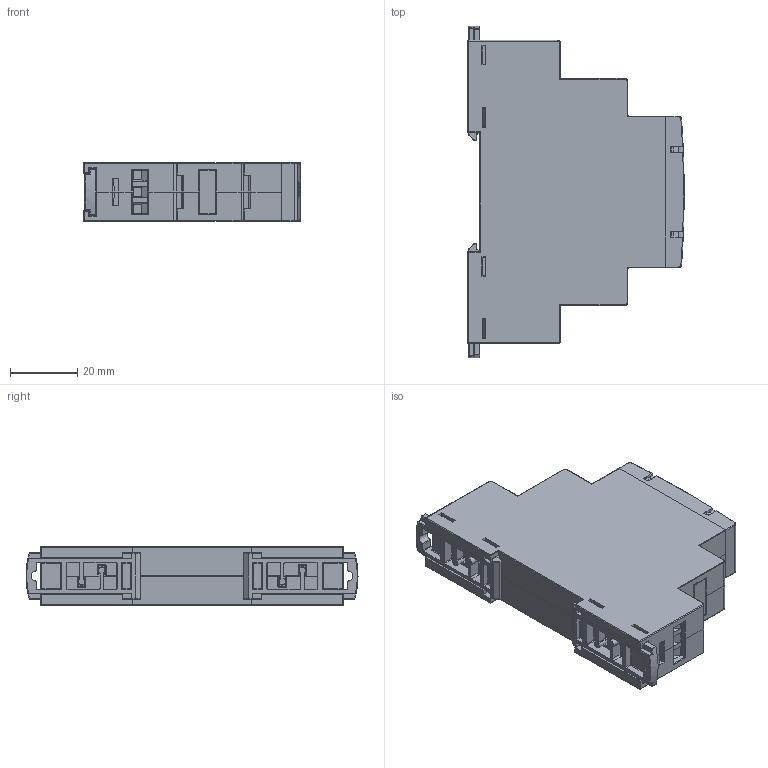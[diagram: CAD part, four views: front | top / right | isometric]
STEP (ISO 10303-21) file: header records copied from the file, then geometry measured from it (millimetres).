
FILE_DESCRIPTION (( 'STEP AP214' ), '1' );
FILE_NAME ('RPN-1VFR-A400.STEP', '2020-05-04T05:27:06', ( 'konserwatorlok1' ), ( 'Microsoft' ), 'SwSTEP 2.0', 'SolidWorks 2020', '' );
FILE_SCHEMA (( 'AUTOMOTIVE_DESIGN' ));
Length unit declared in the file: millimetre
Products named in the file (8): MOD-0101-175 Zaœlepka (17,5 mm); T4NW-2000 Zaczep na szynê DIN; MOD-0710-(...) Panel (...)- uproszczony_H; MSG03001_Wkr﹖ Krzyzowy; RPN-1VFR-A400; OU17-1900 Pokr皻這 -uproszczone; MSG03001_Wkr©t krzy¾owy bez ˜rodkowego; Obudowa uproszczona_Pod czas¢wk©
Assembly tree (10 placements, depth 2):
  RPN-1VFR-A400
    Obudowa uproszczona_Pod czas¢wk©  x2
    MOD-0101-175 Zaœlepka (17,5 mm)
    MSG03001_Wkr﹖ Krzyzowy
    T4NW-2000 Zaczep na szynê DIN  x2
    MSG03001_Wkr©t krzy¾owy bez ˜rodkowego  x2
    MOD-0710-(...) Panel (...)- uproszczony_H
    OU17-1900 Pokr皻這 -uproszczone
Bounding box: 64.22 x 98.6 x 17.5 mm (x, y, z)
Volume: 24268.9 mm3; surface area: 38490 mm2
Topology: 10 solids, 12 shells, 1944 faces, 5138 edges, 3302 vertices
Faces by surface type: plane 1198, cylinder 419, bspline 208, torus 58, sphere 44, cone 17
Full cylindrical faces by diameter (mm): 1 x6, 1.05 x6, 1.3 x3, 1.4 x7, 1.7 x3, 3 x2, 3.85 x9, 4 x11, 5.6 x1, 6 x2
Entity records: 40921 total; most frequent: CARTESIAN_POINT 12360, ORIENTED_EDGE 5718, DIRECTION 4878, EDGE_CURVE 2859, LINE 2038, VECTOR 2038, VERTEX_POINT 1868, AXIS2_PLACEMENT_3D 1420
